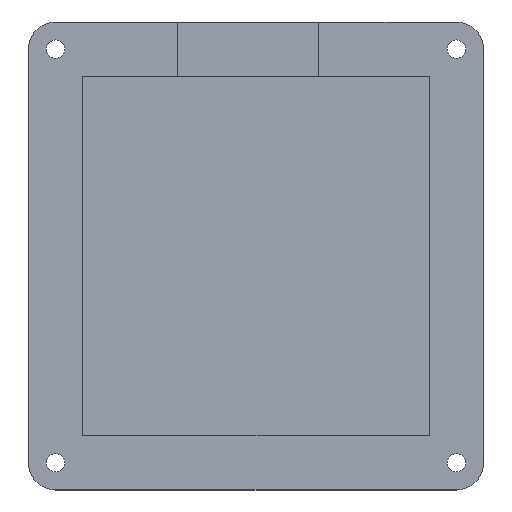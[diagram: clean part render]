
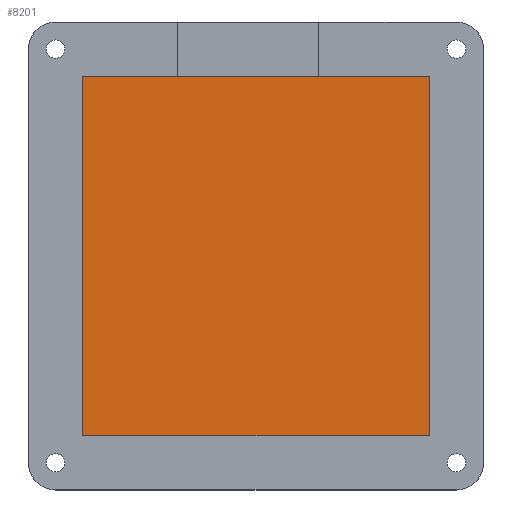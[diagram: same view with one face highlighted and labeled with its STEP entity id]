
A CAD part, top view. The second image highlights one B-rep face of the part: STEP entity #8201.
In plain terms, the highlighted planar face has unit normal (0, 0, 1).
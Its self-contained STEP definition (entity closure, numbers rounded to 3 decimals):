
#363 = CARTESIAN_POINT ( 'NONE',  ( 31.946, 33.138, 3. ) ) ;
#1416 = PLANE ( 'NONE',  #8121 ) ;
#1473 = DIRECTION ( 'NONE',  ( 0., 0., 1. ) ) ;
#1926 = VECTOR ( 'NONE', #7271, 1000. ) ;
#2062 = LINE ( 'NONE', #6514, #10354 ) ;
#2395 = CARTESIAN_POINT ( 'NONE',  ( 0., 0., 3. ) ) ;
#2445 = LINE ( 'NONE', #3304, #6047 ) ;
#2450 = FACE_OUTER_BOUND ( 'NONE', #2932, .T. ) ;
#2762 = LINE ( 'NONE', #9009, #1926 ) ;
#2902 = EDGE_CURVE ( 'NONE', #9642, #5086, #2062, .T. ) ;
#2932 = EDGE_LOOP ( 'NONE', ( #6186, #11031, #9086, #3044 ) ) ;
#2944 = CARTESIAN_POINT ( 'NONE',  ( 31.946, 0., 3. ) ) ;
#3044 = ORIENTED_EDGE ( 'NONE', *, *, #4365, .F. ) ;
#3304 = CARTESIAN_POINT ( 'NONE',  ( 0., -33.137, 3. ) ) ;
#3405 = EDGE_CURVE ( 'NONE', #5086, #7170, #2762, .T. ) ;
#3914 = CARTESIAN_POINT ( 'NONE',  ( 31.946, -33.137, 3. ) ) ;
#4229 = DIRECTION ( 'NONE',  ( -1., 0., 0. ) ) ;
#4365 = EDGE_CURVE ( 'NONE', #9642, #7798, #4404, .T. ) ;
#4404 = LINE ( 'NONE', #2944, #5693 ) ;
#5086 = VERTEX_POINT ( 'NONE', #7033 ) ;
#5693 = VECTOR ( 'NONE', #10751, 1000. ) ;
#5977 = DIRECTION ( 'NONE',  ( 1., 0., 0. ) ) ;
#6047 = VECTOR ( 'NONE', #4229, 1000. ) ;
#6186 = ORIENTED_EDGE ( 'NONE', *, *, #2902, .T. ) ;
#6514 = CARTESIAN_POINT ( 'NONE',  ( 0., 33.138, 3. ) ) ;
#7033 = CARTESIAN_POINT ( 'NONE',  ( -31.947, 33.137, 3. ) ) ;
#7170 = VERTEX_POINT ( 'NONE', #7625 ) ;
#7271 = DIRECTION ( 'NONE',  ( 0., -1., 0. ) ) ;
#7625 = CARTESIAN_POINT ( 'NONE',  ( -31.947, -33.138, 3. ) ) ;
#7798 = VERTEX_POINT ( 'NONE', #3914 ) ;
#8121 = AXIS2_PLACEMENT_3D ( 'NONE', #2395, #1473, #5977 ) ;
#8201 = ADVANCED_FACE ( 'NONE', ( #2450 ), #1416, .T. ) ;
#9009 = CARTESIAN_POINT ( 'NONE',  ( -31.947, 0., 3. ) ) ;
#9086 = ORIENTED_EDGE ( 'NONE', *, *, #9339, .F. ) ;
#9339 = EDGE_CURVE ( 'NONE', #7798, #7170, #2445, .T. ) ;
#9642 = VERTEX_POINT ( 'NONE', #363 ) ;
#9975 = DIRECTION ( 'NONE',  ( -1., 0., 0. ) ) ;
#10354 = VECTOR ( 'NONE', #9975, 1000. ) ;
#10751 = DIRECTION ( 'NONE',  ( 0., -1., 0. ) ) ;
#11031 = ORIENTED_EDGE ( 'NONE', *, *, #3405, .T. ) ;
